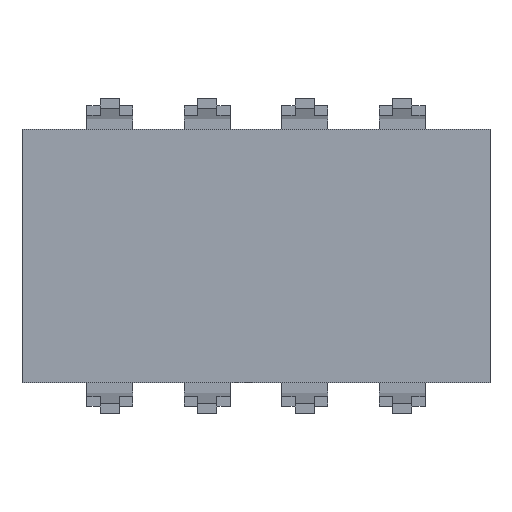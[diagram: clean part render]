
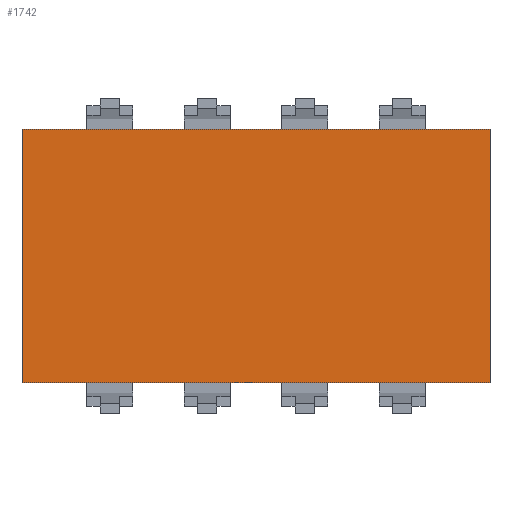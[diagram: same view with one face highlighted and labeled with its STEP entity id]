
A CAD part, front view. The second image highlights one B-rep face of the part: STEP entity #1742.
In plain terms, the highlighted planar face has unit normal (0, -1, 0).
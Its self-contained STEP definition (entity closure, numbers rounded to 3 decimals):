
#832=VERTEX_POINT('',#2285);
#1236=VERTEX_POINT('',#2732);
#1366=EDGE_CURVE('',#1714,#1236,#2878,.T.);
#1422=EDGE_CURVE('',#2122,#832,#2939,.T.);
#1706=EDGE_CURVE('',#832,#1236,#3248,.T.);
#1714=VERTEX_POINT('',#3257);
#1742=ADVANCED_FACE('',(#3287),#3288,.F.);
#1786=EDGE_CURVE('',#1714,#2122,#3335,.T.);
#2122=VERTEX_POINT('',#3714);
#2285=CARTESIAN_POINT('',(6.1,4.6,-3.3));
#2732=CARTESIAN_POINT('',(-6.1,4.6,-3.3));
#2878=LINE('',#4776,#4777);
#2939=LINE('',#4871,#4872);
#3248=LINE('',#5314,#5315);
#3257=CARTESIAN_POINT('',(-6.1,4.6,3.3));
#3287=FACE_OUTER_BOUND('',#5374,.T.);
#3288=PLANE('',#5375);
#3335=LINE('',#5447,#5448);
#3714=CARTESIAN_POINT('',(6.1,4.6,3.3));
#4776=CARTESIAN_POINT('',(-6.1,4.6,0.0));
#4777=VECTOR('',#6744,1.0);
#4871=CARTESIAN_POINT('',(6.1,4.6,0.0));
#4872=VECTOR('',#6805,1.0);
#5314=CARTESIAN_POINT('',(0.0,4.6,-3.3));
#5315=VECTOR('',#7088,1.0);
#5374=EDGE_LOOP('',(#7120,#7121,#7122,#7123));
#5375=AXIS2_PLACEMENT_3D('',#7124,#7125,#7126);
#5447=CARTESIAN_POINT('',(0.0,4.6,3.3));
#5448=VECTOR('',#7163,1.0);
#6744=DIRECTION('',(0.0,0.0,-1.0));
#6805=DIRECTION('',(0.0,0.0,-1.0));
#7088=DIRECTION('',(-1.0,0.0,0.0));
#7120=ORIENTED_EDGE('',*,*,#1366,.T.);
#7121=ORIENTED_EDGE('',*,*,#1706,.F.);
#7122=ORIENTED_EDGE('',*,*,#1422,.F.);
#7123=ORIENTED_EDGE('',*,*,#1786,.F.);
#7124=CARTESIAN_POINT('',(0.0,4.6,0.0));
#7125=DIRECTION('',(0.0,1.0,0.0));
#7126=DIRECTION('',(1.0,0.0,-0.0));
#7163=DIRECTION('',(1.0,0.0,0.0));
